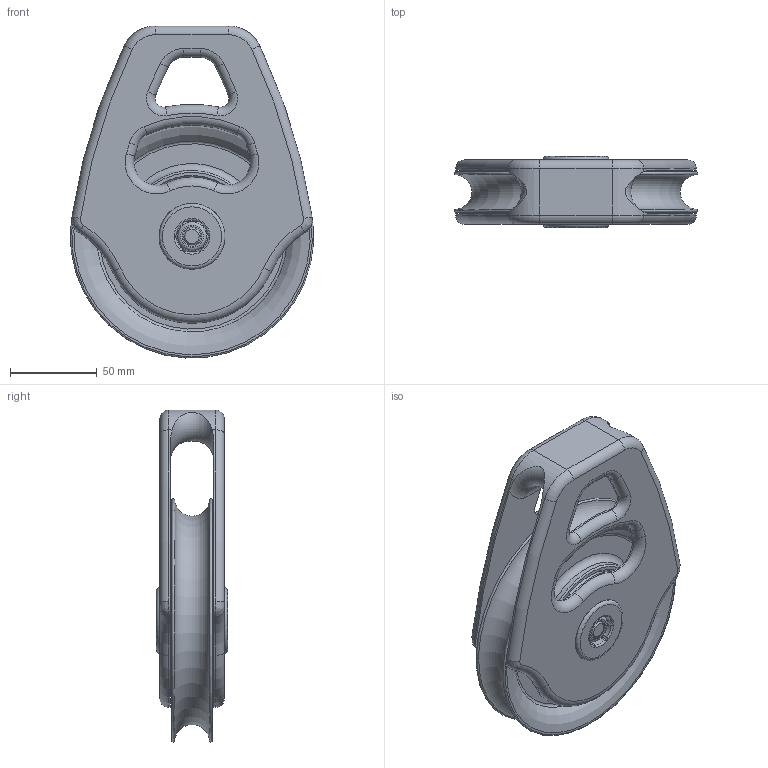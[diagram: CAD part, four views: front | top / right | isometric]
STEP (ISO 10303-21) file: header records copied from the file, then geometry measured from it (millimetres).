
FILE_DESCRIPTION(/* description */ (''),/* implementation_level */ '2;1');
FILE_NAME(/* name */ '01409.stp',/* time_stamp */ '2020-10-26T15:07:52+01:00',/* author */ ('lucade'),/* organization */ (''),/* preprocessor_version */ 'ST-DEVELOPER v18.1',/* originating_system */ 'Autodesk Inventor 2021',/* authorisation */ '');
FILE_SCHEMA (('AUTOMOTIVE_DESIGN { 1 0 10303 214 3 1 1 }'));
Length unit declared in the file: millimetre
Products named in the file (1): Parte11
Bounding box: 139.81 x 40.9 x 190.9 mm (x, y, z)
Volume: 386078.2 mm3; surface area: 132719.3 mm2
Topology: 2 solids, 3 shells, 257 faces, 644 edges, 406 vertices
Faces by surface type: cylinder 92, torus 78, plane 66, cone 17, bspline 4
Full cylindrical faces by diameter (mm): 5.05 x1, 10 x1, 10.1 x2, 11.2 x1, 15.5 x1, 16 x1, 16.5 x1, 16.9 x1, 31.8 x2, 32 x2, 37.8 x1, 38 x1, 39.8 x1, 40 x1, 50 x2, 57.4 x2, 70.6 x2
Entity records: 8303 total; most frequent: CARTESIAN_POINT 1900, DIRECTION 1472, ORIENTED_EDGE 1284, AXIS2_PLACEMENT_3D 646, EDGE_CURVE 642, VERTEX_POINT 406, CIRCLE 392, EDGE_LOOP 294
